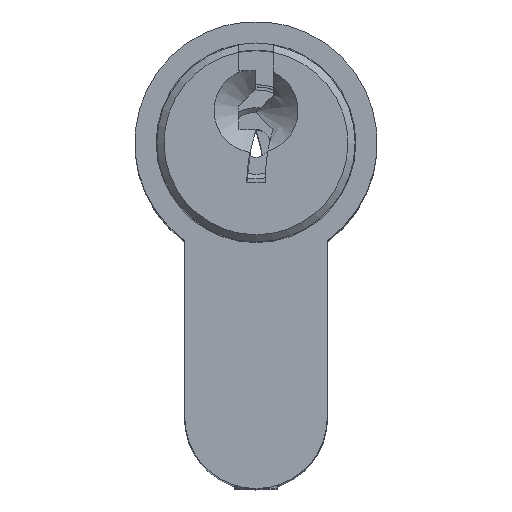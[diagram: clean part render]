
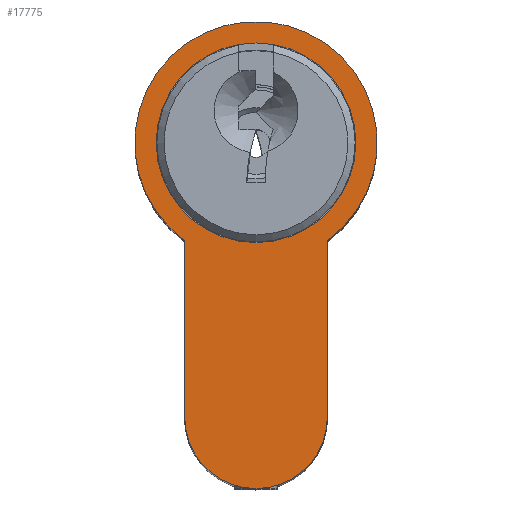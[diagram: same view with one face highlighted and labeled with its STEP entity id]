
A CAD part, top view. The second image highlights one B-rep face of the part: STEP entity #17775.
In plain terms, the highlighted planar face has unit normal (0, 0, 1).
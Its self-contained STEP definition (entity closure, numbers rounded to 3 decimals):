
#523 = CARTESIAN_POINT ( 'NONE',  ( 0., 9.625, 27.5 ) ) ;
#613 = EDGE_CURVE ( 'NONE', #10620, #5387, #1487, .T. ) ;
#813 = ORIENTED_EDGE ( 'NONE', *, *, #15862, .T. ) ;
#1043 = CARTESIAN_POINT ( 'NONE',  ( 5., -9.625, 27.5 ) ) ;
#1135 = CARTESIAN_POINT ( 'NONE',  ( 0., -9.625, 27.5 ) ) ;
#1487 = LINE ( 'NONE', #1043, #11498 ) ;
#1957 = FACE_OUTER_BOUND ( 'NONE', #18501, .T. ) ;
#2428 = EDGE_CURVE ( 'NONE', #10439, #12903, #14189, .T. ) ;
#2455 = VECTOR ( 'NONE', #18618, 1000. ) ;
#2661 = EDGE_LOOP ( 'NONE', ( #7621 ) ) ;
#2673 = DIRECTION ( 'NONE',  ( 0., 0., 1. ) ) ;
#3451 = CARTESIAN_POINT ( 'NONE',  ( -5., -9.625, 27.5 ) ) ;
#3608 = ORIENTED_EDGE ( 'NONE', *, *, #12641, .T. ) ;
#3691 = DIRECTION ( 'NONE',  ( 0., 0., 1. ) ) ;
#4382 = CARTESIAN_POINT ( 'NONE',  ( 0., 9.625, 27.5 ) ) ;
#4805 = PLANE ( 'NONE',  #13987 ) ;
#5387 = VERTEX_POINT ( 'NONE', #10389 ) ;
#6144 = DIRECTION ( 'NONE',  ( 0., 1., 0. ) ) ;
#7262 = CIRCLE ( 'NONE', #19978, 8.5 ) ;
#7307 = CARTESIAN_POINT ( 'NONE',  ( -5., -9.625, 27.5 ) ) ;
#7621 = ORIENTED_EDGE ( 'NONE', *, *, #14880, .F. ) ;
#8212 = CARTESIAN_POINT ( 'NONE',  ( -5., 2.751, 27.5 ) ) ;
#9927 = ORIENTED_EDGE ( 'NONE', *, *, #613, .T. ) ;
#10389 = CARTESIAN_POINT ( 'NONE',  ( 5., 2.751, 27.5 ) ) ;
#10439 = VERTEX_POINT ( 'NONE', #8212 ) ;
#10620 = VERTEX_POINT ( 'NONE', #19590 ) ;
#10663 = DIRECTION ( 'NONE',  ( 1., 0., 0. ) ) ;
#10951 = FACE_BOUND ( 'NONE', #2661, .T. ) ;
#11002 = CIRCLE ( 'NONE', #11303, 5. ) ;
#11303 = AXIS2_PLACEMENT_3D ( 'NONE', #1135, #2673, #13842 ) ;
#11498 = VECTOR ( 'NONE', #6144, 1000. ) ;
#12502 = CIRCLE ( 'NONE', #15174, 7. ) ;
#12641 = EDGE_CURVE ( 'NONE', #5387, #10439, #7262, .T. ) ;
#12903 = VERTEX_POINT ( 'NONE', #3451 ) ;
#12906 = VERTEX_POINT ( 'NONE', #15222 ) ;
#13842 = DIRECTION ( 'NONE',  ( 1., 0., 0. ) ) ;
#13935 = DIRECTION ( 'NONE',  ( 0., 0., 1. ) ) ;
#13987 = AXIS2_PLACEMENT_3D ( 'NONE', #17638, #17572, #19120 ) ;
#14189 = LINE ( 'NONE', #7307, #2455 ) ;
#14880 = EDGE_CURVE ( 'NONE', #12906, #12906, #12502, .T. ) ;
#15174 = AXIS2_PLACEMENT_3D ( 'NONE', #523, #3691, #16327 ) ;
#15222 = CARTESIAN_POINT ( 'NONE',  ( 7., 9.625, 27.5 ) ) ;
#15862 = EDGE_CURVE ( 'NONE', #12903, #10620, #11002, .T. ) ;
#16327 = DIRECTION ( 'NONE',  ( 1., 0., 0. ) ) ;
#17572 = DIRECTION ( 'NONE',  ( 0., 0., 1. ) ) ;
#17638 = CARTESIAN_POINT ( 'NONE',  ( 0., -9.625, 27.5 ) ) ;
#17724 = ORIENTED_EDGE ( 'NONE', *, *, #2428, .T. ) ;
#17775 = ADVANCED_FACE ( 'NONE', ( #10951, #1957 ), #4805, .T. ) ;
#18501 = EDGE_LOOP ( 'NONE', ( #813, #9927, #3608, #17724 ) ) ;
#18618 = DIRECTION ( 'NONE',  ( 0., -1., 0. ) ) ;
#19120 = DIRECTION ( 'NONE',  ( 1., 0., 0. ) ) ;
#19590 = CARTESIAN_POINT ( 'NONE',  ( 5., -9.625, 27.5 ) ) ;
#19978 = AXIS2_PLACEMENT_3D ( 'NONE', #4382, #13935, #10663 ) ;
